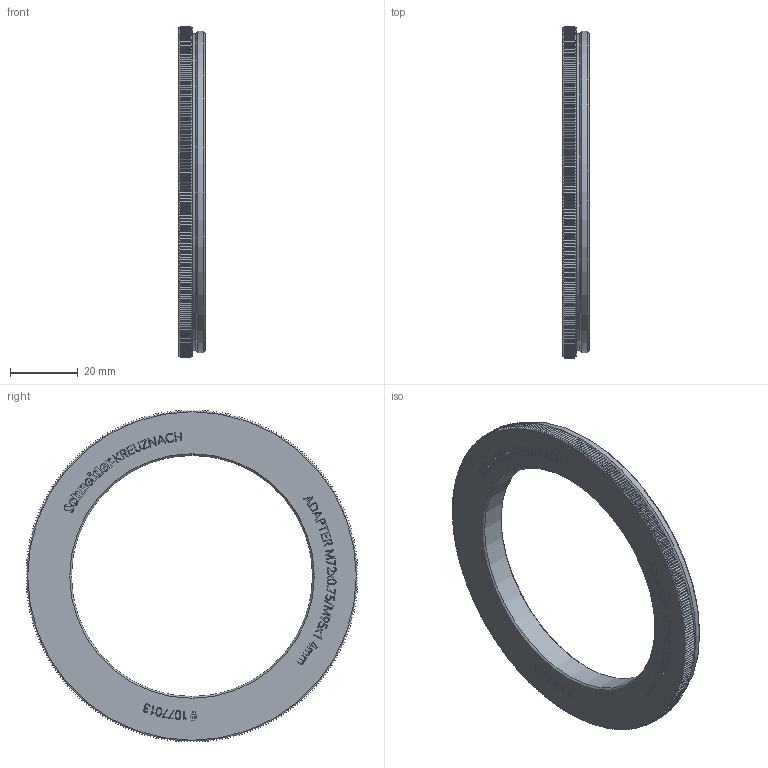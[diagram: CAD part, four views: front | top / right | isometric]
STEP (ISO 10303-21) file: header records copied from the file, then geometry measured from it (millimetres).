
FILE_DESCRIPTION(/* description */ (''),/* implementation_level */ '2;1');
FILE_NAME(/* name */ '1077013_00166874_001.stp',/* time_stamp */ '2022-04-27T14:00:02+02:00',/* author */ (''),/* organization */ (''),/* preprocessor_version */ 'ST-DEVELOPER v16',/* originating_system */ 'SIEMENS PLM Software NX 10.0',/* authorisation */ '');
FILE_SCHEMA (('AP203_CONFIGURATION_CONTROLLED_3D_DESIGN_OF_MECHANICAL_PARTS_AND_ASSEMBLIES_MIM_LF { 1 0 10303 403 2 1 2}'));
Length unit declared in the file: millimetre
Products named in the file (1): Froe4BBCDF7Azfyy
Bounding box: 7.9 x 98 x 98 mm (x, y, z)
Volume: 25684.4 mm3; surface area: 11558.9 mm2
Topology: 1 solids, 1 shells, 1699 faces, 4880 edges, 3252 vertices
Faces by surface type: plane 1141, cylinder 361, extrusion 191, cone 6
Full cylindrical faces by diameter (mm): 71.18 x1, 93.6 x1, 95 x1
Entity records: 62797 total; most frequent: CARTESIAN_POINT 26093, ORIENTED_EDGE 9734, EDGE_CURVE 4867, B_SPLINE_CURVE_WITH_KNOTS 4147, DIRECTION 4131, VERTEX_POINT 3249, EDGE_LOOP 1780, ADVANCED_FACE 1699
